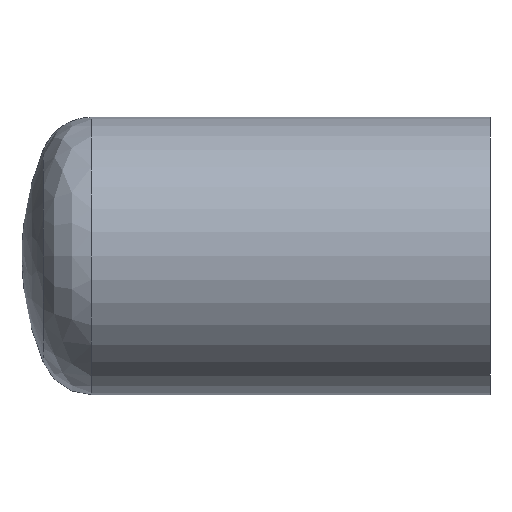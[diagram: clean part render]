
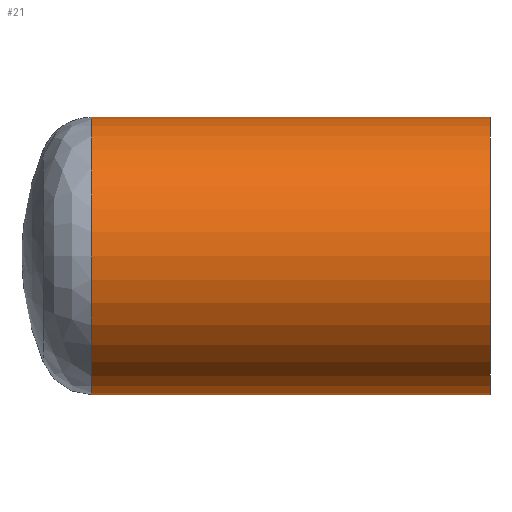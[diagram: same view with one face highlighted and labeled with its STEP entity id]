
A CAD part, front view. The second image highlights one B-rep face of the part: STEP entity #21.
In plain terms, the highlighted cylindrical face has radius 16 mm (diameter 32 mm), a full revolution.
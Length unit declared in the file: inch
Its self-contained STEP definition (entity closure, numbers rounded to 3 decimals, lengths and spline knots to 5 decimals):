
#15 = DIRECTION ( 'NONE',  ( 0., 0., -1. ) ) ;
#21 = ADVANCED_FACE ( 'NONE', ( #98, #84 ), #181, .T. ) ;
#72 = DIRECTION ( 'NONE',  ( 0., 0., -1. ) ) ;
#74 = EDGE_CURVE ( 'NONE', #256, #256, #147, .T. ) ;
#81 = EDGE_LOOP ( 'NONE', ( #120 ) ) ;
#83 = DIRECTION ( 'NONE',  ( 1., 0., 0. ) ) ;
#84 = FACE_OUTER_BOUND ( 'NONE', #205, .T. ) ;
#85 = CARTESIAN_POINT ( 'NONE',  ( 0., 0., -0.62992 ) ) ;
#88 = CARTESIAN_POINT ( 'NONE',  ( -1.81102, 0., 0. ) ) ;
#98 = FACE_OUTER_BOUND ( 'NONE', #81, .T. ) ;
#99 = CIRCLE ( 'NONE', #305, 0.62992 ) ;
#106 = DIRECTION ( 'NONE',  ( 0., 0., -1. ) ) ;
#108 = CARTESIAN_POINT ( 'NONE',  ( -0.90551, 0., 0. ) ) ;
#119 = CARTESIAN_POINT ( 'NONE',  ( 0., 0., 0. ) ) ;
#120 = ORIENTED_EDGE ( 'NONE', *, *, #255, .T. ) ;
#131 = DIRECTION ( 'NONE',  ( 1., 0., 0. ) ) ;
#147 = CIRCLE ( 'NONE', #237, 0.62992 ) ;
#164 = AXIS2_PLACEMENT_3D ( 'NONE', #108, #131, #106 ) ;
#181 = CYLINDRICAL_SURFACE ( 'NONE', #164, 0.62992 ) ;
#197 = ORIENTED_EDGE ( 'NONE', *, *, #74, .T. ) ;
#205 = EDGE_LOOP ( 'NONE', ( #197 ) ) ;
#237 = AXIS2_PLACEMENT_3D ( 'NONE', #88, #83, #72 ) ;
#255 = EDGE_CURVE ( 'NONE', #280, #280, #99, .T. ) ;
#256 = VERTEX_POINT ( 'NONE', #311 ) ;
#262 = DIRECTION ( 'NONE',  ( -1., 0., 0. ) ) ;
#280 = VERTEX_POINT ( 'NONE', #85 ) ;
#305 = AXIS2_PLACEMENT_3D ( 'NONE', #119, #262, #15 ) ;
#311 = CARTESIAN_POINT ( 'NONE',  ( -1.81102, 0., -0.62992 ) ) ;
